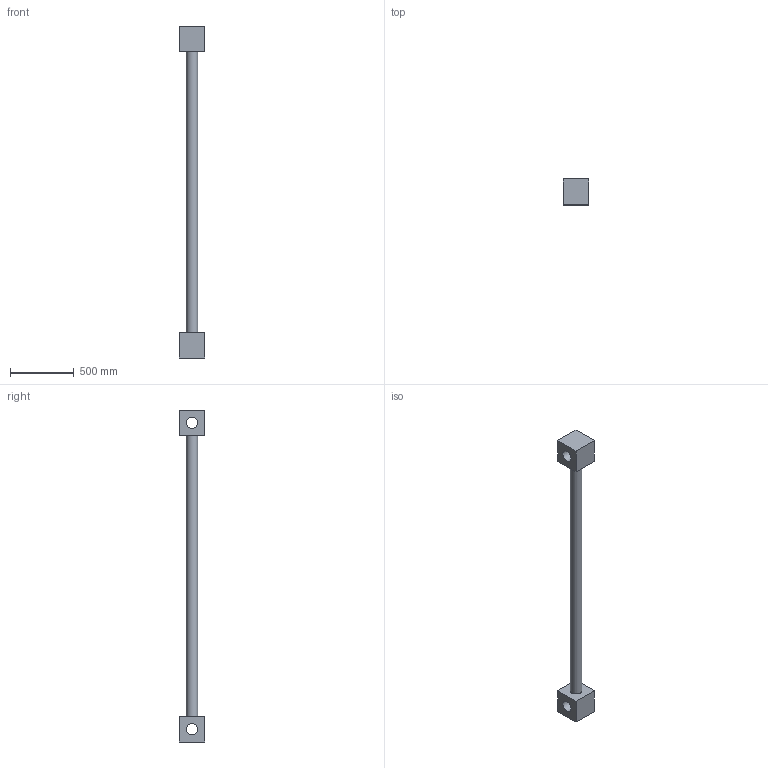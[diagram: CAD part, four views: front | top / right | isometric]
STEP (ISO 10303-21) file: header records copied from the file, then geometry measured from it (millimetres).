
FILE_DESCRIPTION(/* description */ (''),/* implementation_level */ '2;1');
FILE_NAME(/* name */ 'srodek_ipt_15195c3c.STEP',/* time_stamp */ '2021-11-22T20:20:44+01:00',/* author */ ('nikod'),/* organization */ (''),/* preprocessor_version */ 'ST-DEVELOPER v18.1',/* originating_system */ 'Autodesk Inventor 2021',/* authorisation */ '');
FILE_SCHEMA (('AUTOMOTIVE_DESIGN { 1 0 10303 214 3 1 1 }'));
Length unit declared in the file: millimetre
Products named in the file (1): srodek
Bounding box: 200 x 200 x 2600 mm (x, y, z)
Volume: 27451105.2 mm3; surface area: 1176962.3 mm2
Topology: 1 solids, 1 shells, 15 faces, 39 edges, 28 vertices
Faces by surface type: plane 12, cylinder 3
Full cylindrical faces by diameter (mm): 90 x3
Entity records: 522 total; most frequent: DIRECTION 83, CARTESIAN_POINT 83, ORIENTED_EDGE 78, EDGE_CURVE 39, VERTEX_POINT 28, AXIS2_PLACEMENT_3D 28, LINE 27, VECTOR 27
